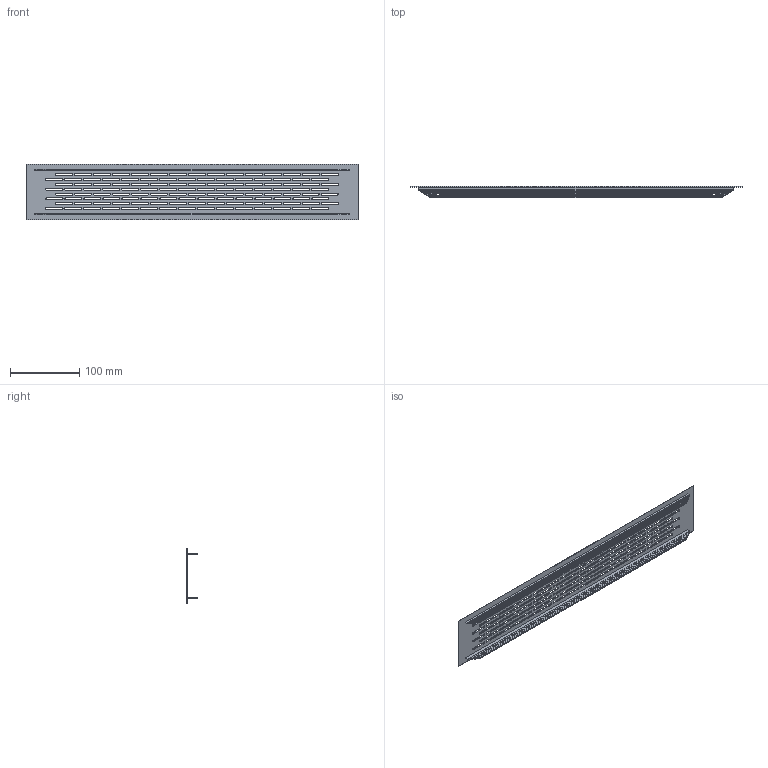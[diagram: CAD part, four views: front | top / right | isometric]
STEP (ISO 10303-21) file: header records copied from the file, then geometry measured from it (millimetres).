
FILE_DESCRIPTION(/* description */ (''),/* implementation_level */ '2;1');
FILE_NAME(/* name */ 'KK-W80480.stp',/* time_stamp */ '2024-03-01T14:26:21+01:00',/* author */ ('tomaszw'),/* organization */ (''),/* preprocessor_version */ 'ST-DEVELOPER v19.2',/* originating_system */ 'Autodesk Inventor 2023',/* authorisation */ '');
FILE_SCHEMA (('AUTOMOTIVE_DESIGN { 1 0 10303 214 3 1 1 }'));
Length unit declared in the file: millimetre
Products named in the file (1): KK-W80480
Bounding box: 480 x 16.5 x 80 mm (x, y, z)
Volume: 54095.7 mm3; surface area: 105822.2 mm2
Topology: 1 solids, 1 shells, 580 faces, 1732 edges, 1152 vertices
Faces by surface type: plane 336, cylinder 244
Full cylindrical faces by diameter (mm): 4 x4
Entity records: 20131 total; most frequent: CARTESIAN_POINT 3465, ORIENTED_EDGE 3464, DIRECTION 3414, EDGE_CURVE 1732, LINE 1212, VECTOR 1212, VERTEX_POINT 1152, AXIS2_PLACEMENT_3D 1101
